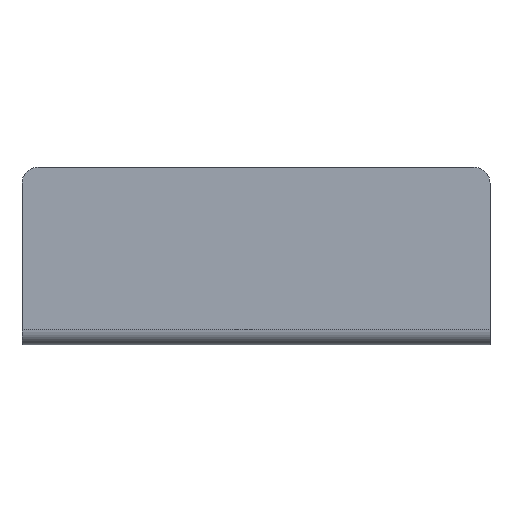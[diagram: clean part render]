
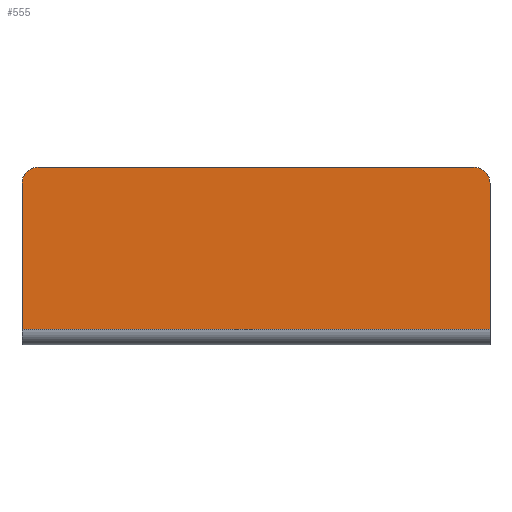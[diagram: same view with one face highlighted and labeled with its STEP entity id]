
A CAD part, front view. The second image highlights one B-rep face of the part: STEP entity #555.
In plain terms, the highlighted planar face has unit normal (0, -1, 0).
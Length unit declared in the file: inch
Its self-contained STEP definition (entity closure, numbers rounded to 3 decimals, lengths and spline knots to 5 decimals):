
#54 = CARTESIAN_POINT ( 'NONE',  ( 3.625, -0.09, 0. ) ) ;
#64 = DIRECTION ( 'NONE',  ( 0., 0., 1. ) ) ;
#65 = ORIENTED_EDGE ( 'NONE', *, *, #178, .F. ) ;
#73 = LINE ( 'NONE', #392, #1031 ) ;
#83 = ORIENTED_EDGE ( 'NONE', *, *, #221, .T. ) ;
#98 = ORIENTED_EDGE ( 'NONE', *, *, #466, .T. ) ;
#105 = ORIENTED_EDGE ( 'NONE', *, *, #863, .T. ) ;
#135 = VERTEX_POINT ( 'NONE', #490 ) ;
#171 = VERTEX_POINT ( 'NONE', #858 ) ;
#178 = EDGE_CURVE ( 'NONE', #646, #313, #245, .T. ) ;
#221 = EDGE_CURVE ( 'NONE', #646, #943, #532, .T. ) ;
#245 = LINE ( 'NONE', #784, #994 ) ;
#288 = EDGE_CURVE ( 'NONE', #943, #135, #1016, .T. ) ;
#313 = VERTEX_POINT ( 'NONE', #1084 ) ;
#368 = DIRECTION ( 'NONE',  ( 0., 0., -1. ) ) ;
#392 = CARTESIAN_POINT ( 'NONE',  ( 3.625, -0.09, -1.256 ) ) ;
#432 = DIRECTION ( 'NONE',  ( 0., 1., 0. ) ) ;
#466 = EDGE_CURVE ( 'NONE', #135, #699, #576, .T. ) ;
#490 = CARTESIAN_POINT ( 'NONE',  ( 0.125, -0.09, 0. ) ) ;
#510 = AXIS2_PLACEMENT_3D ( 'NONE', #54, #432, #64 ) ;
#526 = AXIS2_PLACEMENT_3D ( 'NONE', #918, #547, #552 ) ;
#527 = LINE ( 'NONE', #642, #1131 ) ;
#532 = CIRCLE ( 'NONE', #553, 0.125 ) ;
#547 = DIRECTION ( 'NONE',  ( 0., -1., 0. ) ) ;
#552 = DIRECTION ( 'NONE',  ( 0., 0., 1. ) ) ;
#553 = AXIS2_PLACEMENT_3D ( 'NONE', #675, #1009, #669 ) ;
#555 = ADVANCED_FACE ( 'NONE', ( #1047 ), #1124, .F. ) ;
#576 = CIRCLE ( 'NONE', #526, 0.125 ) ;
#583 = EDGE_CURVE ( 'NONE', #313, #171, #73, .T. ) ;
#599 = DIRECTION ( 'NONE',  ( -1., 0., 0. ) ) ;
#642 = CARTESIAN_POINT ( 'NONE',  ( 0., -0.09, 0. ) ) ;
#646 = VERTEX_POINT ( 'NONE', #709 ) ;
#669 = DIRECTION ( 'NONE',  ( 0., 0., 1. ) ) ;
#675 = CARTESIAN_POINT ( 'NONE',  ( 3.5, -0.09, -0.125 ) ) ;
#699 = VERTEX_POINT ( 'NONE', #1025 ) ;
#709 = CARTESIAN_POINT ( 'NONE',  ( 3.625, -0.09, -0.125 ) ) ;
#750 = CARTESIAN_POINT ( 'NONE',  ( 3.625, -0.09, 0. ) ) ;
#784 = CARTESIAN_POINT ( 'NONE',  ( 3.625, -0.09, 0. ) ) ;
#858 = CARTESIAN_POINT ( 'NONE',  ( 0., -0.09, -1.256 ) ) ;
#863 = EDGE_CURVE ( 'NONE', #699, #171, #527, .T. ) ;
#884 = ORIENTED_EDGE ( 'NONE', *, *, #583, .F. ) ;
#918 = CARTESIAN_POINT ( 'NONE',  ( 0.125, -0.09, -0.125 ) ) ;
#943 = VERTEX_POINT ( 'NONE', #1095 ) ;
#968 = VECTOR ( 'NONE', #1024, 39.37008 ) ;
#994 = VECTOR ( 'NONE', #368, 39.37008 ) ;
#1000 = DIRECTION ( 'NONE',  ( 0., 0., -1. ) ) ;
#1009 = DIRECTION ( 'NONE',  ( 0., -1., 0. ) ) ;
#1016 = LINE ( 'NONE', #750, #968 ) ;
#1024 = DIRECTION ( 'NONE',  ( -1., 0., 0. ) ) ;
#1025 = CARTESIAN_POINT ( 'NONE',  ( 0., -0.09, -0.125 ) ) ;
#1031 = VECTOR ( 'NONE', #599, 39.37008 ) ;
#1045 = EDGE_LOOP ( 'NONE', ( #65, #83, #1133, #98, #105, #884 ) ) ;
#1047 = FACE_OUTER_BOUND ( 'NONE', #1045, .T. ) ;
#1084 = CARTESIAN_POINT ( 'NONE',  ( 3.625, -0.09, -1.256 ) ) ;
#1095 = CARTESIAN_POINT ( 'NONE',  ( 3.5, -0.09, 0. ) ) ;
#1124 = PLANE ( 'NONE',  #510 ) ;
#1131 = VECTOR ( 'NONE', #1000, 39.37008 ) ;
#1133 = ORIENTED_EDGE ( 'NONE', *, *, #288, .T. ) ;
